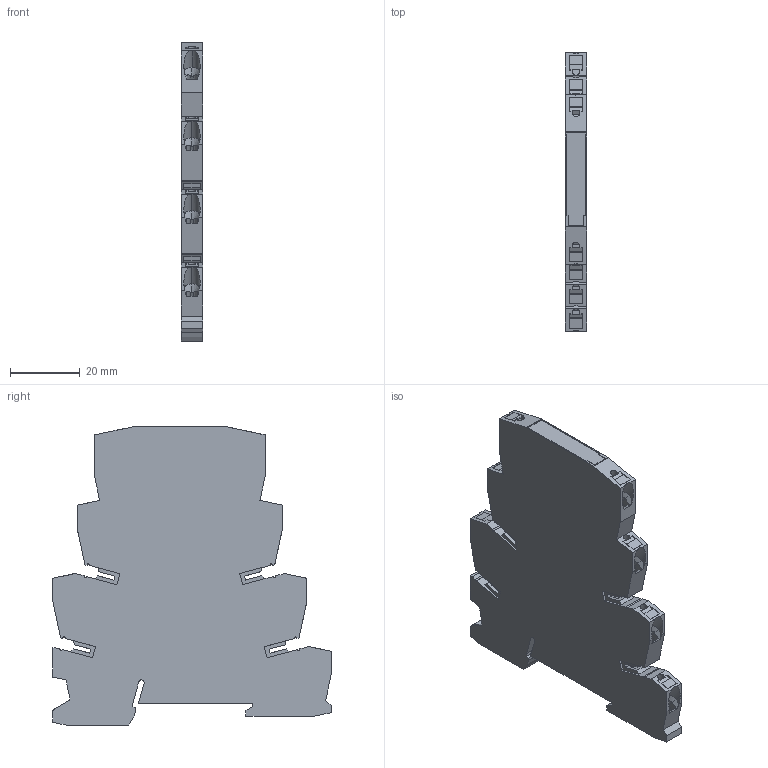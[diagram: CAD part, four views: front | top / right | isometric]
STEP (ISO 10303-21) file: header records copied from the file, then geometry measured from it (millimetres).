
FILE_DESCRIPTION(('Creo Elements/Direct Modeling STEP Export'),'2;1');
FILE_NAME('model.stp','2021-02-25T 8:32:33',(''),(''),'Creo Elements/Direct Modeling STEP processor for AP214 (Solid Model)','Creo Elements/Direct Modeling 20.1D 10-Oct-2020 (C) Parametric Technology GmbH','');
FILE_SCHEMA(('AUTOMOTIVE_DESIGN { 1 0 10303 214 1 1 1 1 }'));
Length unit declared in the file: millimetre
Products named in the file (2): PLC_ETD-PT-6-select
Assembly tree (1 placements, depth 2):
  PLC_ETD-PT-6-select
    PLC_ETD-PT-6-select
Bounding box: 6.1 x 80 x 85.7 mm (x, y, z)
Volume: 29644.3 mm3; surface area: 14341 mm2
Topology: 2 solids, 2 shells, 405 faces, 1221 edges, 836 vertices
Faces by surface type: plane 317, cylinder 74, cone 14
Entity records: 15480 total; most frequent: CARTESIAN_POINT 4129, ORIENTED_EDGE 2434, DIRECTION 2027, EDGE_CURVE 1217, VECTOR 949, LINE 949, VERTEX_POINT 834, AXIS2_PLACEMENT_3D 539
